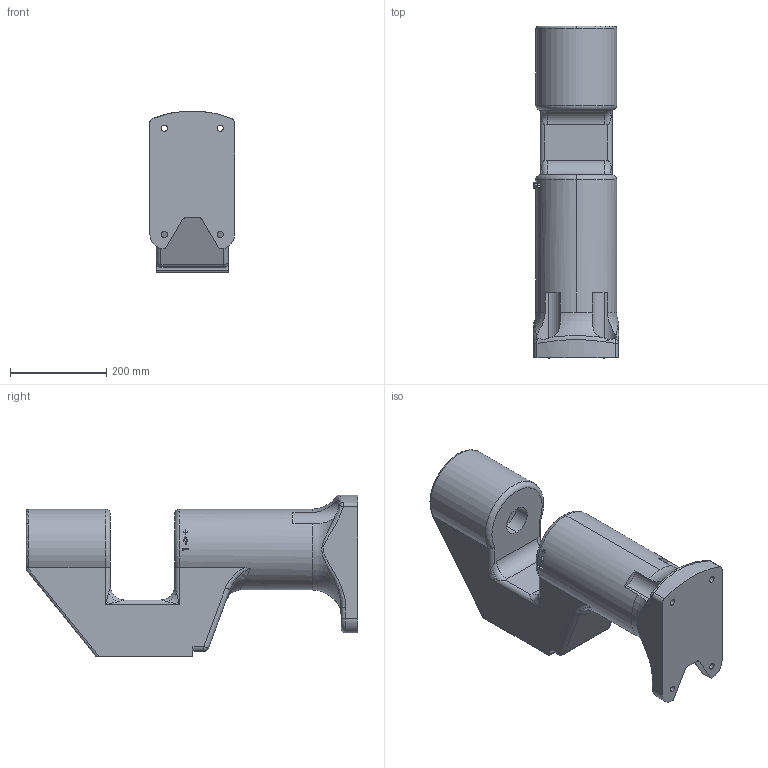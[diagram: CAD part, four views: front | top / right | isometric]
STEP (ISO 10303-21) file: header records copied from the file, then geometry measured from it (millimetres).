
FILE_DESCRIPTION (( 'STEP AP203' ), '1' );
FILE_NAME ('Base_Default_sldprt.STEP', '2022-08-02T03:04:31', ( '' ), ( '' ), 'SwSTEP 2.0', 'SolidWorks 2020', '' );
FILE_SCHEMA (( 'CONFIG_CONTROL_DESIGN' ));
Length unit declared in the file: millimetre
Products named in the file (1): Base_Default_sldprt
Bounding box: 177 x 690 x 336.4 mm (x, y, z)
Volume: 19558329.9 mm3; surface area: 617256.5 mm2
Topology: 1 solids, 1 shells, 159 faces, 413 edges, 260 vertices
Faces by surface type: cylinder 62, plane 57, bspline 24, torus 12, sphere 4
Entity records: 14803 total; most frequent: CARTESIAN_POINT 11066, ORIENTED_EDGE 818, DIRECTION 700, EDGE_CURVE 409, AXIS2_PLACEMENT_3D 272, VERTEX_POINT 260, EDGE_LOOP 175, ADVANCED_FACE 159
